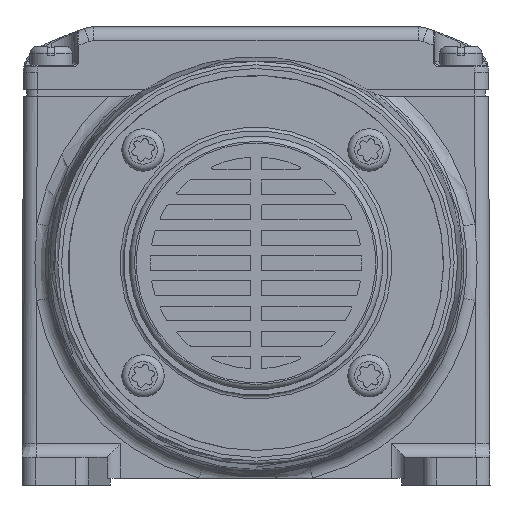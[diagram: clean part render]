
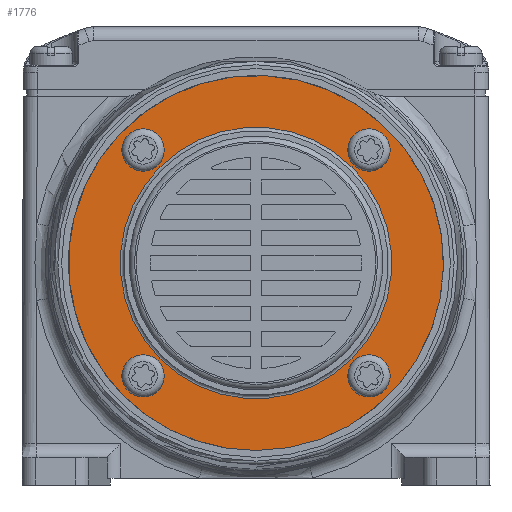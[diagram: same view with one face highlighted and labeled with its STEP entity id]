
A CAD part, left-side view. The second image highlights one B-rep face of the part: STEP entity #1776.
In plain terms, the highlighted planar face has unit normal (-1, 0, 0).
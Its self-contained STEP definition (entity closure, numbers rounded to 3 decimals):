
#1776 = ADVANCED_FACE( '', ( #3736, #3737, #3738, #3739, #3740, #3741 ), #3742, .F. );
#3736 = FACE_OUTER_BOUND( '', #7771, .T. );
#3737 = FACE_BOUND( '', #7772, .T. );
#3738 = FACE_BOUND( '', #7773, .T. );
#3739 = FACE_BOUND( '', #7774, .T. );
#3740 = FACE_BOUND( '', #7775, .T. );
#3741 = FACE_BOUND( '', #7776, .T. );
#3742 = PLANE( '', #7777 );
#7771 = EDGE_LOOP( '', ( #13434 ) );
#7772 = EDGE_LOOP( '', ( #13435 ) );
#7773 = EDGE_LOOP( '', ( #13436 ) );
#7774 = EDGE_LOOP( '', ( #13437 ) );
#7775 = EDGE_LOOP( '', ( #13438 ) );
#7776 = EDGE_LOOP( '', ( #13439 ) );
#7777 = AXIS2_PLACEMENT_3D( '', #13440, #13441, #13442 );
#13434 = ORIENTED_EDGE( '', *, *, #15100, .T. );
#13435 = ORIENTED_EDGE( '', *, *, #14761, .T. );
#13436 = ORIENTED_EDGE( '', *, *, #14733, .T. );
#13437 = ORIENTED_EDGE( '', *, *, #15140, .T. );
#13438 = ORIENTED_EDGE( '', *, *, #16844, .T. );
#13439 = ORIENTED_EDGE( '', *, *, #15081, .T. );
#13440 = CARTESIAN_POINT( '', ( -63., 0., 31. ) );
#13441 = DIRECTION( '', ( 1., 0., 0. ) );
#13442 = DIRECTION( '', ( 0., 1., 0. ) );
#14733 = EDGE_CURVE( '', #17145, #17145, #17146, .T. );
#14761 = EDGE_CURVE( '', #17194, #17194, #17195, .T. );
#15081 = EDGE_CURVE( '', #17767, #17767, #17768, .T. );
#15100 = EDGE_CURVE( '', #17800, #17800, #17801, .T. );
#15140 = EDGE_CURVE( '', #17867, #17867, #17868, .T. );
#16844 = EDGE_CURVE( '', #20326, #20326, #20327, .T. );
#17145 = VERTEX_POINT( '', #20647 );
#17146 = CIRCLE( '', #20648, 3.05 );
#17194 = VERTEX_POINT( '', #20708 );
#17195 = CIRCLE( '', #20709, 19.55 );
#17767 = VERTEX_POINT( '', #21617 );
#17768 = CIRCLE( '', #21618, 3.05 );
#17800 = VERTEX_POINT( '', #21703 );
#17801 = CIRCLE( '', #21704, 27. );
#17867 = VERTEX_POINT( '', #21849 );
#17868 = CIRCLE( '', #21850, 3.05 );
#20326 = VERTEX_POINT( '', #26241 );
#20327 = CIRCLE( '', #26242, 3.05 );
#20647 = CARTESIAN_POINT( '', ( -63., 18.42, 12.58 ) );
#20648 = AXIS2_PLACEMENT_3D( '', #26641, #26642, #26643 );
#20708 = CARTESIAN_POINT( '', ( -63., 13.824, 17.176 ) );
#20709 = AXIS2_PLACEMENT_3D( '', #26683, #26684, #26685 );
#21617 = CARTESIAN_POINT( '', ( -63., -14.107, 45.107 ) );
#21618 = AXIS2_PLACEMENT_3D( '', #27165, #27166, #27167 );
#21703 = CARTESIAN_POINT( '', ( -63., 19.092, 11.908 ) );
#21704 = AXIS2_PLACEMENT_3D( '', #27189, #27190, #27191 );
#21849 = CARTESIAN_POINT( '', ( -63., -14.107, 12.58 ) );
#21850 = AXIS2_PLACEMENT_3D( '', #27230, #27231, #27232 );
#26241 = CARTESIAN_POINT( '', ( -63., 18.42, 45.107 ) );
#26242 = AXIS2_PLACEMENT_3D( '', #29357, #29358, #29359 );
#26641 = CARTESIAN_POINT( '', ( -63., 16.263, 14.737 ) );
#26642 = DIRECTION( '', ( 1., 0., 0. ) );
#26643 = DIRECTION( '', ( 0., 0.707, -0.707 ) );
#26683 = CARTESIAN_POINT( '', ( -63., 0., 31. ) );
#26684 = DIRECTION( '', ( 1., 0., 0. ) );
#26685 = DIRECTION( '', ( 0., 0.707, -0.707 ) );
#27165 = CARTESIAN_POINT( '', ( -63., -16.263, 47.263 ) );
#27166 = DIRECTION( '', ( 1., 0., 0. ) );
#27167 = DIRECTION( '', ( 0., 0.707, -0.707 ) );
#27189 = CARTESIAN_POINT( '', ( -63., 0., 31. ) );
#27190 = DIRECTION( '', ( -1., 0., 0. ) );
#27191 = DIRECTION( '', ( 0., 0.707, -0.707 ) );
#27230 = CARTESIAN_POINT( '', ( -63., -16.263, 14.737 ) );
#27231 = DIRECTION( '', ( 1., 0., 0. ) );
#27232 = DIRECTION( '', ( 0., 0.707, -0.707 ) );
#29357 = CARTESIAN_POINT( '', ( -63., 16.263, 47.263 ) );
#29358 = DIRECTION( '', ( 1., 0., 0. ) );
#29359 = DIRECTION( '', ( 0., 0.707, -0.707 ) );
